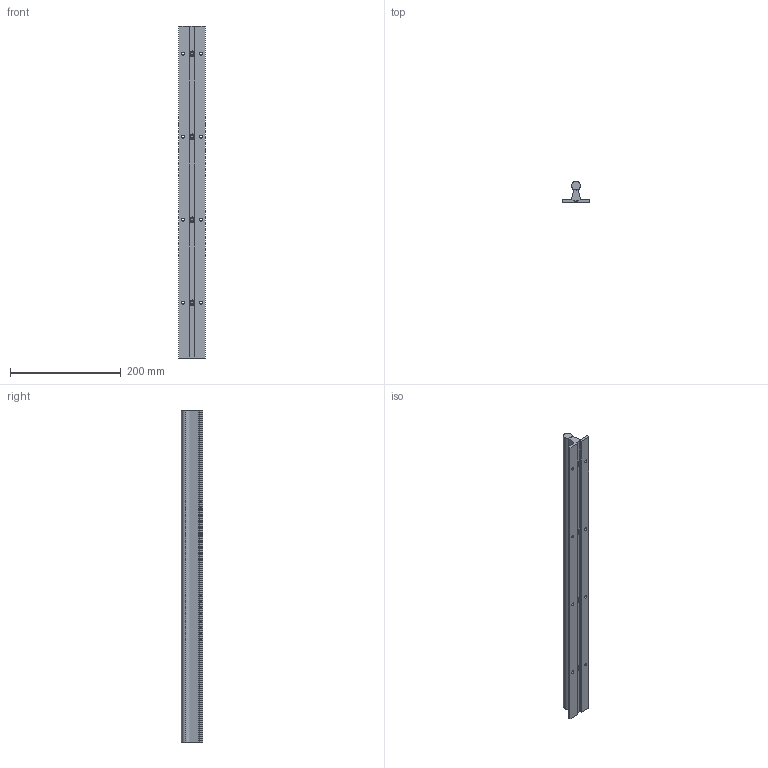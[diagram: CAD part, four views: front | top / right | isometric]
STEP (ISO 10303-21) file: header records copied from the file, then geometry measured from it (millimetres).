
FILE_DESCRIPTION (( 'STEP AP203' ), '1' );
FILE_NAME ('ShaftRailAssembly_C49312AED9.step', '2021-10-20T14:10:55', ( '' ), ( '' ), 'SwSTEP 2.0', 'SolidWorks 2019', '' );
FILE_SCHEMA (( 'CONFIG_CONTROL_DESIGN' ));
Length unit declared in the file: inch
Products named in the file (3): nsoFQKBobs_CADModel_0; ShaftRailAssembly_C49312AED9
Assembly tree (1 placements, depth 2):
  nsoFQKBobs_CADModel_0
  ShaftRailAssembly_C49312AED9
    nsoFQKBobs_CADModel_0
Bounding box: 48 x 38 x 600 mm (x, y, z)
Volume: 374798.2 mm3; surface area: 119370.6 mm2
Topology: 6 solids, 6 shells, 221 faces, 515 edges, 310 vertices
Faces by surface type: plane 81, cylinder 80, cone 60
Entity records: 7049 total; most frequent: CARTESIAN_POINT 1719, DIRECTION 1095, ORIENTED_EDGE 1014, EDGE_CURVE 507, AXIS2_PLACEMENT_3D 422, VERTEX_POINT 310, EDGE_LOOP 257, VECTOR 251
